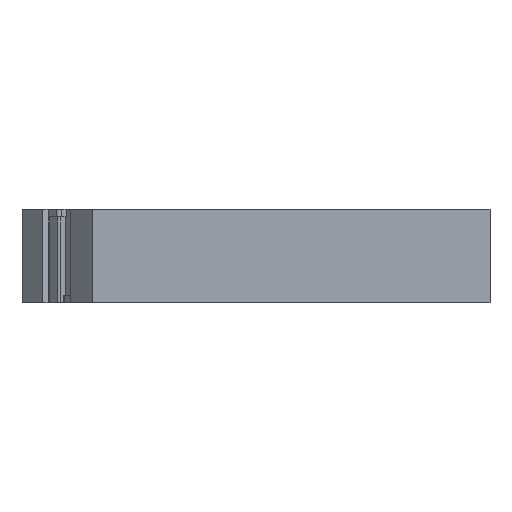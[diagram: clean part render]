
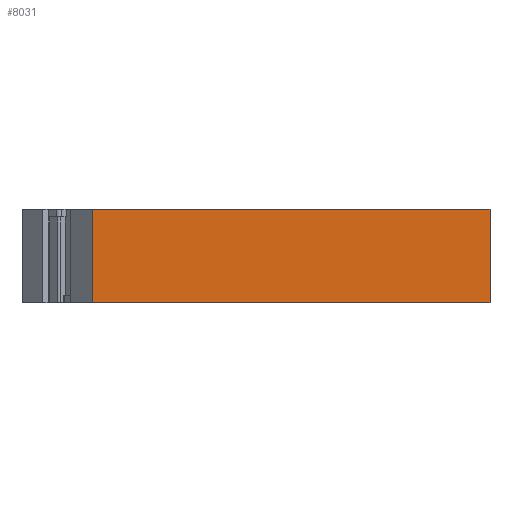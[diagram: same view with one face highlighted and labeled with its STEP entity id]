
A CAD part, left-side view. The second image highlights one B-rep face of the part: STEP entity #8031.
In plain terms, the highlighted planar face has unit normal (-1, 0, 0).
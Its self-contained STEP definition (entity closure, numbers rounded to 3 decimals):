
#461 = LINE ( 'NONE', #2176, #10867 ) ;
#808 = DIRECTION ( 'NONE',  ( 0., 0., -1. ) ) ;
#885 = VERTEX_POINT ( 'NONE', #11255 ) ;
#1076 = VECTOR ( 'NONE', #7084, 1000. ) ;
#1115 = VECTOR ( 'NONE', #808, 1000. ) ;
#1156 = ORIENTED_EDGE ( 'NONE', *, *, #8973, .T. ) ;
#1178 = LINE ( 'NONE', #4024, #1076 ) ;
#2176 = CARTESIAN_POINT ( 'NONE',  ( -26., 43.073, 12. ) ) ;
#3000 = VERTEX_POINT ( 'NONE', #11817 ) ;
#3211 = DIRECTION ( 'NONE',  ( 0., 1., 0. ) ) ;
#3295 = VERTEX_POINT ( 'NONE', #11394 ) ;
#4024 = CARTESIAN_POINT ( 'NONE',  ( -26., 45.244, 0. ) ) ;
#4176 = ORIENTED_EDGE ( 'NONE', *, *, #10143, .F. ) ;
#4355 = CARTESIAN_POINT ( 'NONE',  ( -26., 42.873, 0. ) ) ;
#4590 = DIRECTION ( 'NONE',  ( -1., 0., 0. ) ) ;
#5561 = EDGE_CURVE ( 'NONE', #885, #8118, #9837, .T. ) ;
#6184 = ORIENTED_EDGE ( 'NONE', *, *, #9083, .T. ) ;
#6595 = PLANE ( 'NONE',  #8497 ) ;
#7084 = DIRECTION ( 'NONE',  ( 0., -1., 0. ) ) ;
#7763 = CARTESIAN_POINT ( 'NONE',  ( -26., 42.873, 0. ) ) ;
#7896 = CARTESIAN_POINT ( 'NONE',  ( -26., -8.009, 1.6 ) ) ;
#8031 = ADVANCED_FACE ( 'NONE', ( #11489 ), #6595, .T. ) ;
#8118 = VERTEX_POINT ( 'NONE', #7763 ) ;
#8497 = AXIS2_PLACEMENT_3D ( 'NONE', #10630, #4590, #11636 ) ;
#8973 = EDGE_CURVE ( 'NONE', #8118, #3295, #1178, .T. ) ;
#9083 = EDGE_CURVE ( 'NONE', #3000, #885, #461, .T. ) ;
#9635 = EDGE_LOOP ( 'NONE', ( #4176, #6184, #11129, #1156 ) ) ;
#9837 = LINE ( 'NONE', #4355, #10460 ) ;
#10143 = EDGE_CURVE ( 'NONE', #3000, #3295, #10903, .T. ) ;
#10460 = VECTOR ( 'NONE', #11419, 1000. ) ;
#10630 = CARTESIAN_POINT ( 'NONE',  ( -26., 43.073, 0. ) ) ;
#10867 = VECTOR ( 'NONE', #3211, 1000. ) ;
#10903 = LINE ( 'NONE', #7896, #1115 ) ;
#11129 = ORIENTED_EDGE ( 'NONE', *, *, #5561, .T. ) ;
#11255 = CARTESIAN_POINT ( 'NONE',  ( -26., 42.873, 12. ) ) ;
#11394 = CARTESIAN_POINT ( 'NONE',  ( -26., -8.009, 0. ) ) ;
#11419 = DIRECTION ( 'NONE',  ( 0., 0., -1. ) ) ;
#11489 = FACE_OUTER_BOUND ( 'NONE', #9635, .T. ) ;
#11636 = DIRECTION ( 'NONE',  ( 0., 0., 1. ) ) ;
#11817 = CARTESIAN_POINT ( 'NONE',  ( -26., -8.009, 12. ) ) ;
